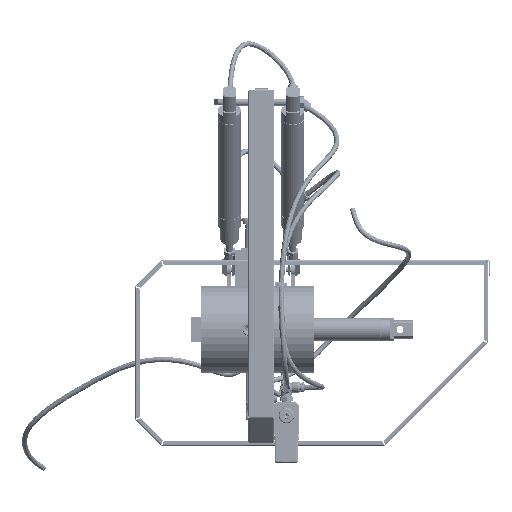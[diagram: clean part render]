
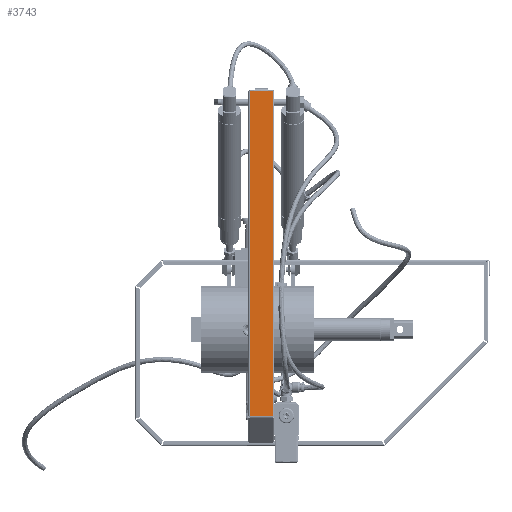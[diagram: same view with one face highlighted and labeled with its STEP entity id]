
A CAD part, top view. The second image highlights one B-rep face of the part: STEP entity #3743.
In plain terms, the highlighted face is planar.
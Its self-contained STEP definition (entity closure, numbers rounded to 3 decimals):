
#3743 = ADVANCED_FACE( '', ( #8740 ), #8741, .T. );
#8740 = FACE_OUTER_BOUND( '', #18399, .T. );
#8741 = PLANE( '', #18400 );
#18399 = EDGE_LOOP( '', ( #31907, #31908, #31909, #31910, #31911, #31912, #31913, #31914 ) );
#18400 = AXIS2_PLACEMENT_3D( '', #31915, #31916, #31917 );
#31907 = ORIENTED_EDGE( '', *, *, #41118, .F. );
#31908 = ORIENTED_EDGE( '', *, *, #39870, .T. );
#31909 = ORIENTED_EDGE( '', *, *, #43095, .F. );
#31910 = ORIENTED_EDGE( '', *, *, #43096, .F. );
#31911 = ORIENTED_EDGE( '', *, *, #42190, .T. );
#31912 = ORIENTED_EDGE( '', *, *, #43097, .T. );
#31913 = ORIENTED_EDGE( '', *, *, #43098, .T. );
#31914 = ORIENTED_EDGE( '', *, *, #42728, .F. );
#31915 = CARTESIAN_POINT( '', ( -102.019, 81., 0. ) );
#31916 = DIRECTION( '', ( 0., 1., 0. ) );
#31917 = DIRECTION( '', ( 1., 0., 0. ) );
#39870 = EDGE_CURVE( '', #45415, #45419, #45421, .T. );
#41118 = EDGE_CURVE( '', #45415, #47543, #47544, .T. );
#42190 = EDGE_CURVE( '', #49245, #49243, #49246, .T. );
#42728 = EDGE_CURVE( '', #47543, #50052, #50053, .T. );
#43095 = EDGE_CURVE( '', #50579, #45419, #50580, .T. );
#43096 = EDGE_CURVE( '', #49245, #50579, #50581, .T. );
#43097 = EDGE_CURVE( '', #49243, #50582, #50583, .T. );
#43098 = EDGE_CURVE( '', #50582, #50052, #50584, .T. );
#45415 = VERTEX_POINT( '', #53498 );
#45419 = VERTEX_POINT( '', #53503 );
#45421 = LINE( '', #53505, #53506 );
#47543 = VERTEX_POINT( '', #57094 );
#47544 = LINE( '', #57095, #57096 );
#49243 = VERTEX_POINT( '', #59798 );
#49245 = VERTEX_POINT( '', #59809 );
#49246 = CIRCLE( '', #59810, 2. );
#50052 = VERTEX_POINT( '', #61092 );
#50053 = LINE( '', #61093, #61094 );
#50579 = VERTEX_POINT( '', #62035 );
#50580 = LINE( '', #62036, #62037 );
#50581 = LINE( '', #62038, #62039 );
#50582 = VERTEX_POINT( '', #62040 );
#50583 = LINE( '', #62041, #62042 );
#50584 = CIRCLE( '', #62043, 2. );
#53498 = CARTESIAN_POINT( '', ( -101.19, 81., 1. ) );
#53503 = CARTESIAN_POINT( '', ( -101.19, 81., 27.5 ) );
#53505 = CARTESIAN_POINT( '', ( -101.19, 81., 0. ) );
#53506 = VECTOR( '', #66288, 1000. );
#57094 = CARTESIAN_POINT( '', ( 277.777, 81., 1. ) );
#57095 = CARTESIAN_POINT( '', ( -101.19, 81., 1. ) );
#57096 = VECTOR( '', #67773, 1000. );
#59798 = CARTESIAN_POINT( '', ( 277.945, 81., 22.948 ) );
#59809 = CARTESIAN_POINT( '', ( 277.777, 81., 23.75 ) );
#59810 = AXIS2_PLACEMENT_3D( '', #69088, #69089, #69090 );
#61092 = CARTESIAN_POINT( '', ( 277.777, 81., 4.75 ) );
#61093 = CARTESIAN_POINT( '', ( 277.777, 81., 0. ) );
#61094 = VECTOR( '', #69685, 1000. );
#62035 = CARTESIAN_POINT( '', ( 277.777, 81., 27.5 ) );
#62036 = CARTESIAN_POINT( '', ( 277.777, 81., 27.5 ) );
#62037 = VECTOR( '', #70102, 1000. );
#62038 = CARTESIAN_POINT( '', ( 277.777, 81., 0. ) );
#62039 = VECTOR( '', #70103, 1000. );
#62040 = CARTESIAN_POINT( '', ( 277.945, 81., 5.552 ) );
#62041 = CARTESIAN_POINT( '', ( 277.945, 81., 21.75 ) );
#62042 = VECTOR( '', #70104, 1000. );
#62043 = AXIS2_PLACEMENT_3D( '', #70105, #70106, #70107 );
#66288 = DIRECTION( '', ( 0., 0., 1. ) );
#67773 = DIRECTION( '', ( 1., 0., 0. ) );
#69088 = CARTESIAN_POINT( '', ( 279.777, 81., 23.75 ) );
#69089 = DIRECTION( '', ( 0., -1., 0. ) );
#69090 = DIRECTION( '', ( -1., 0., 0. ) );
#69685 = DIRECTION( '', ( 0., 0., 1. ) );
#70102 = DIRECTION( '', ( -1., 0., 0. ) );
#70103 = DIRECTION( '', ( 0., 0., 1. ) );
#70104 = DIRECTION( '', ( 0., 0., -1. ) );
#70105 = CARTESIAN_POINT( '', ( 279.777, 81., 4.75 ) );
#70106 = DIRECTION( '', ( 0., -1., 0. ) );
#70107 = DIRECTION( '', ( -1., 0., 0. ) );
